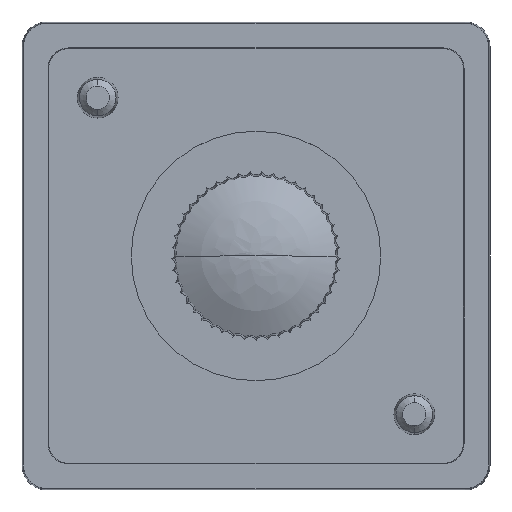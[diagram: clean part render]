
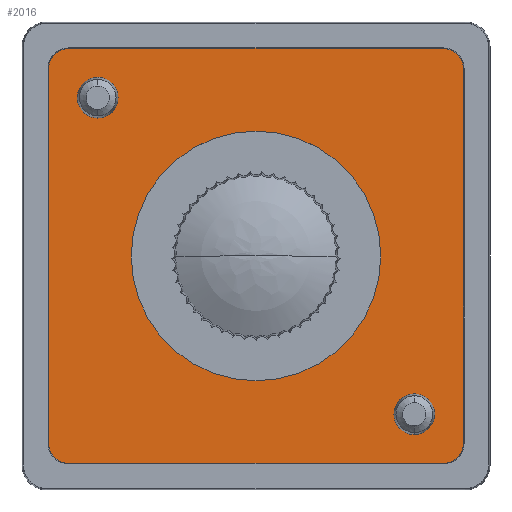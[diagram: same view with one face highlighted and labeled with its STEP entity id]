
A CAD part, top view. The second image highlights one B-rep face of the part: STEP entity #2016.
In plain terms, the highlighted planar face has unit normal (0, 0, 1).
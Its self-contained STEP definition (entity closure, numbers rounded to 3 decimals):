
#211=CARTESIAN_POINT('',(-9.,-9.,1.5));
#212=DIRECTION('',(0.,0.,-1.));
#213=DIRECTION('',(0.,-1.,0.));
#214=AXIS2_PLACEMENT_3D('',#211,#212,#213);
#216=DIRECTION('',(0.,1.,0.));
#217=VECTOR('',#216,18.);
#218=CARTESIAN_POINT('',(-9.974,-9.,1.5));
#219=LINE('',#218,#217);
#220=CARTESIAN_POINT('',(-9.,9.,1.5));
#221=DIRECTION('',(0.,0.,-1.));
#222=DIRECTION('',(-1.,0.,0.));
#223=AXIS2_PLACEMENT_3D('',#220,#221,#222);
#225=DIRECTION('',(1.,0.,0.));
#226=VECTOR('',#225,18.);
#227=CARTESIAN_POINT('',(-9.,9.974,1.5));
#228=LINE('',#227,#226);
#229=CARTESIAN_POINT('',(9.,9.,1.5));
#230=DIRECTION('',(0.,0.,-1.));
#231=DIRECTION('',(0.,1.,0.));
#232=AXIS2_PLACEMENT_3D('',#229,#230,#231);
#234=DIRECTION('',(0.,-1.,0.));
#235=VECTOR('',#234,18.);
#236=CARTESIAN_POINT('',(9.974,9.,1.5));
#237=LINE('',#236,#235);
#238=CARTESIAN_POINT('',(9.,-9.,1.5));
#239=DIRECTION('',(0.,0.,-1.));
#240=DIRECTION('',(1.,0.,0.));
#241=AXIS2_PLACEMENT_3D('',#238,#239,#240);
#243=DIRECTION('',(-1.,0.,0.));
#244=VECTOR('',#243,18.);
#245=CARTESIAN_POINT('',(9.,-9.974,1.5));
#246=LINE('',#245,#244);
#247=CARTESIAN_POINT('',(7.61,-7.61,1.5));
#248=DIRECTION('',(0.,0.,1.));
#249=DIRECTION('',(0.,-1.,0.));
#250=AXIS2_PLACEMENT_3D('',#247,#248,#249);
#252=CARTESIAN_POINT('',(7.61,-7.61,1.5));
#253=DIRECTION('',(0.,0.,1.));
#254=DIRECTION('',(0.,1.,0.));
#255=AXIS2_PLACEMENT_3D('',#252,#253,#254);
#257=CARTESIAN_POINT('',(-7.61,7.61,1.5));
#258=DIRECTION('',(0.,0.,1.));
#259=DIRECTION('',(0.,-1.,0.));
#260=AXIS2_PLACEMENT_3D('',#257,#258,#259);
#262=CARTESIAN_POINT('',(-7.61,7.61,1.5));
#263=DIRECTION('',(0.,0.,1.));
#264=DIRECTION('',(0.,1.,0.));
#265=AXIS2_PLACEMENT_3D('',#262,#263,#264);
#267=CARTESIAN_POINT('',(0.,0.,1.5));
#268=DIRECTION('',(0.,0.,1.));
#269=DIRECTION('',(1.,0.,0.));
#270=AXIS2_PLACEMENT_3D('',#267,#268,#269);
#272=CARTESIAN_POINT('',(0.,0.,1.5));
#273=DIRECTION('',(0.,0.,1.));
#274=DIRECTION('',(-1.,0.,0.));
#275=AXIS2_PLACEMENT_3D('',#272,#273,#274);
#1474=CARTESIAN_POINT('',(-9.,9.974,1.5));
#1475=VERTEX_POINT('',#1474);
#1476=CARTESIAN_POINT('',(9.,9.974,1.5));
#1477=VERTEX_POINT('',#1476);
#1478=CARTESIAN_POINT('',(-9.974,9.,1.5));
#1479=VERTEX_POINT('',#1478);
#1480=CARTESIAN_POINT('',(-9.,-9.974,1.5));
#1481=CARTESIAN_POINT('',(-9.974,-9.,1.5));
#1482=VERTEX_POINT('',#1480);
#1483=VERTEX_POINT('',#1481);
#1484=CARTESIAN_POINT('',(9.974,9.,1.5));
#1485=VERTEX_POINT('',#1484);
#1486=CARTESIAN_POINT('',(9.974,-9.,1.5));
#1487=VERTEX_POINT('',#1486);
#1488=CARTESIAN_POINT('',(9.,-9.974,1.5));
#1489=VERTEX_POINT('',#1488);
#1490=CARTESIAN_POINT('',(7.61,-8.59,1.5));
#1491=CARTESIAN_POINT('',(7.61,-6.63,1.5));
#1492=VERTEX_POINT('',#1490);
#1493=VERTEX_POINT('',#1491);
#1494=CARTESIAN_POINT('',(-7.61,6.63,1.5));
#1495=CARTESIAN_POINT('',(-7.61,8.59,1.5));
#1496=VERTEX_POINT('',#1494);
#1497=VERTEX_POINT('',#1495);
#1498=CARTESIAN_POINT('',(6.,0.,1.5));
#1499=CARTESIAN_POINT('',(-6.,0.,1.5));
#1500=VERTEX_POINT('',#1498);
#1501=VERTEX_POINT('',#1499);
#1977=CARTESIAN_POINT('',(0.,0.,1.5));
#1978=DIRECTION('',(0.,0.,1.));
#1979=DIRECTION('',(0.,-1.,0.));
#1980=AXIS2_PLACEMENT_3D('',#1977,#1978,#1979);
#1981=PLANE('',#1980);
#1983=ORIENTED_EDGE('',*,*,#1982,.T.);
#1985=ORIENTED_EDGE('',*,*,#1984,.T.);
#1986=ORIENTED_EDGE('',*,*,#1968,.T.);
#1987=ORIENTED_EDGE('',*,*,#1958,.T.);
#1989=ORIENTED_EDGE('',*,*,#1988,.T.);
#1991=ORIENTED_EDGE('',*,*,#1990,.T.);
#1993=ORIENTED_EDGE('',*,*,#1992,.T.);
#1995=ORIENTED_EDGE('',*,*,#1994,.T.);
#1996=EDGE_LOOP('',(#1983,#1985,#1986,#1987,#1989,#1991,#1993,#1995));
#1997=FACE_OUTER_BOUND('',#1996,.F.);
#1999=ORIENTED_EDGE('',*,*,#1998,.T.);
#2001=ORIENTED_EDGE('',*,*,#2000,.T.);
#2002=EDGE_LOOP('',(#1999,#2001));
#2003=FACE_BOUND('',#2002,.F.);
#2005=ORIENTED_EDGE('',*,*,#2004,.T.);
#2007=ORIENTED_EDGE('',*,*,#2006,.T.);
#2008=EDGE_LOOP('',(#2005,#2007));
#2009=FACE_BOUND('',#2008,.F.);
#2011=ORIENTED_EDGE('',*,*,#2010,.T.);
#2013=ORIENTED_EDGE('',*,*,#2012,.T.);
#2014=EDGE_LOOP('',(#2011,#2013));
#2015=FACE_BOUND('',#2014,.F.);
#215=CIRCLE('',#214,0.974);
#224=CIRCLE('',#223,0.974);
#233=CIRCLE('',#232,0.974);
#242=CIRCLE('',#241,0.974);
#251=CIRCLE('',#250,0.98);
#256=CIRCLE('',#255,0.98);
#261=CIRCLE('',#260,0.98);
#266=CIRCLE('',#265,0.98);
#271=CIRCLE('',#270,6.);
#276=CIRCLE('',#275,6.);
#1958=EDGE_CURVE('',#1475,#1477,#228,.T.);
#1968=EDGE_CURVE('',#1479,#1475,#224,.T.);
#1982=EDGE_CURVE('',#1482,#1483,#215,.T.);
#1984=EDGE_CURVE('',#1483,#1479,#219,.T.);
#1988=EDGE_CURVE('',#1477,#1485,#233,.T.);
#1990=EDGE_CURVE('',#1485,#1487,#237,.T.);
#1992=EDGE_CURVE('',#1487,#1489,#242,.T.);
#1994=EDGE_CURVE('',#1489,#1482,#246,.T.);
#1998=EDGE_CURVE('',#1492,#1493,#251,.T.);
#2000=EDGE_CURVE('',#1493,#1492,#256,.T.);
#2004=EDGE_CURVE('',#1496,#1497,#261,.T.);
#2006=EDGE_CURVE('',#1497,#1496,#266,.T.);
#2010=EDGE_CURVE('',#1500,#1501,#271,.T.);
#2012=EDGE_CURVE('',#1501,#1500,#276,.T.);
#2016=ADVANCED_FACE('',(#1997,#2003,#2009,#2015),#1981,.T.);
